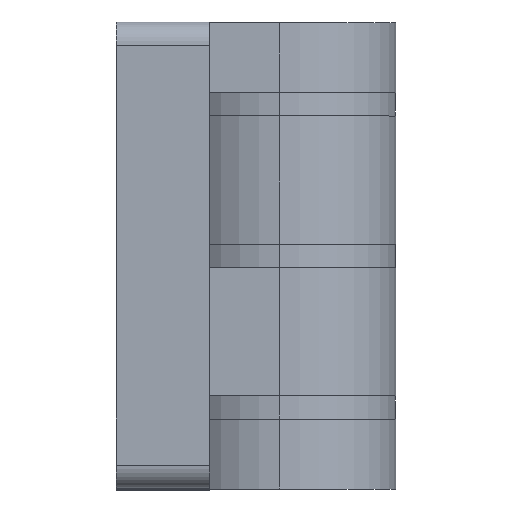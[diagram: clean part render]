
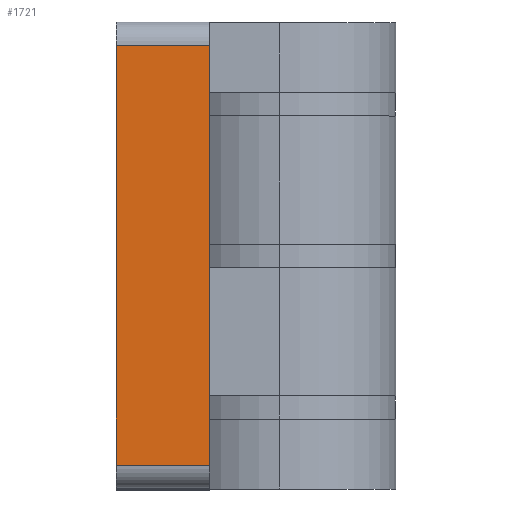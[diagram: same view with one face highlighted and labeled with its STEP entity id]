
A CAD part, top view. The second image highlights one B-rep face of the part: STEP entity #1721.
In plain terms, the highlighted planar face has unit normal (0, 0, 1).
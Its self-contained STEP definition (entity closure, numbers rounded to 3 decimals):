
#60 = EDGE_CURVE ( 'NONE', #412, #2532, #753, .T. ) ;
#81 = CARTESIAN_POINT ( 'NONE',  ( 8., 18., 40. ) ) ;
#184 = ORIENTED_EDGE ( 'NONE', *, *, #355, .F. ) ;
#304 = DIRECTION ( 'NONE',  ( 1., 0., 0. ) ) ;
#355 = EDGE_CURVE ( 'NONE', #1376, #2714, #1087, .T. ) ;
#412 = VERTEX_POINT ( 'NONE', #1402 ) ;
#432 = CARTESIAN_POINT ( 'NONE',  ( 0., -18., 40. ) ) ;
#478 = LINE ( 'NONE', #1836, #1714 ) ;
#541 = DIRECTION ( 'NONE',  ( 1., 0., 0. ) ) ;
#595 = CARTESIAN_POINT ( 'NONE',  ( 8., 20., 40. ) ) ;
#753 = LINE ( 'NONE', #595, #2457 ) ;
#918 = VECTOR ( 'NONE', #2206, 1000. ) ;
#976 = CARTESIAN_POINT ( 'NONE',  ( 0., 20., 40. ) ) ;
#1063 = CARTESIAN_POINT ( 'NONE',  ( 0., 18., 40. ) ) ;
#1087 = LINE ( 'NONE', #976, #1864 ) ;
#1199 = AXIS2_PLACEMENT_3D ( 'NONE', #2093, #1641, #541 ) ;
#1367 = LINE ( 'NONE', #2426, #918 ) ;
#1376 = VERTEX_POINT ( 'NONE', #432 ) ;
#1402 = CARTESIAN_POINT ( 'NONE',  ( 8., -18., 40. ) ) ;
#1431 = PLANE ( 'NONE',  #1199 ) ;
#1641 = DIRECTION ( 'NONE',  ( 0., 0., 1. ) ) ;
#1714 = VECTOR ( 'NONE', #304, 1000. ) ;
#1721 = ADVANCED_FACE ( 'NONE', ( #2342 ), #1431, .T. ) ;
#1836 = CARTESIAN_POINT ( 'NONE',  ( 0., -18., 40. ) ) ;
#1864 = VECTOR ( 'NONE', #1868, 1000. ) ;
#1868 = DIRECTION ( 'NONE',  ( 0., 1., 0. ) ) ;
#1879 = ORIENTED_EDGE ( 'NONE', *, *, #2452, .T. ) ;
#2005 = EDGE_LOOP ( 'NONE', ( #1879, #2471, #2084, #184 ) ) ;
#2084 = ORIENTED_EDGE ( 'NONE', *, *, #2196, .F. ) ;
#2093 = CARTESIAN_POINT ( 'NONE',  ( 0., 20., 40. ) ) ;
#2196 = EDGE_CURVE ( 'NONE', #2714, #2532, #1367, .T. ) ;
#2206 = DIRECTION ( 'NONE',  ( 1., 0., 0. ) ) ;
#2342 = FACE_OUTER_BOUND ( 'NONE', #2005, .T. ) ;
#2426 = CARTESIAN_POINT ( 'NONE',  ( 0., 18., 40. ) ) ;
#2452 = EDGE_CURVE ( 'NONE', #1376, #412, #478, .T. ) ;
#2457 = VECTOR ( 'NONE', #2600, 1000. ) ;
#2471 = ORIENTED_EDGE ( 'NONE', *, *, #60, .T. ) ;
#2532 = VERTEX_POINT ( 'NONE', #81 ) ;
#2600 = DIRECTION ( 'NONE',  ( 0., 1., 0. ) ) ;
#2714 = VERTEX_POINT ( 'NONE', #1063 ) ;
